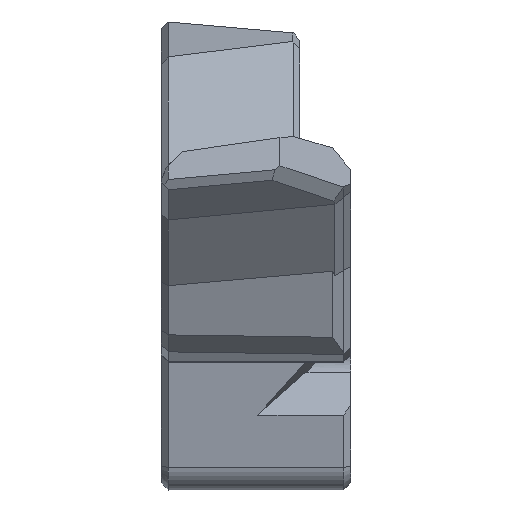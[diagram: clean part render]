
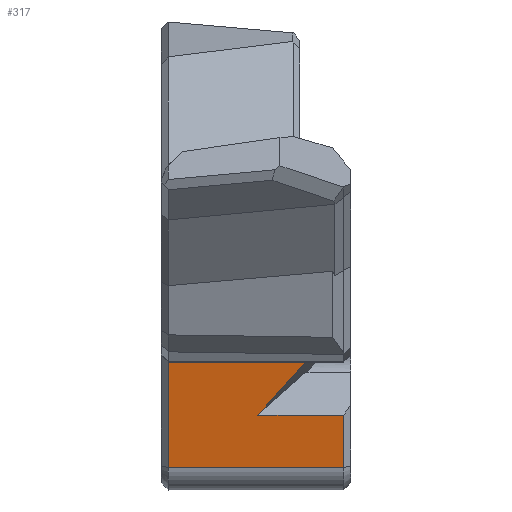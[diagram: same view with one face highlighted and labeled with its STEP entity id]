
A CAD part, left-side view. The second image highlights one B-rep face of the part: STEP entity #317.
In plain terms, the highlighted planar face has unit normal (-0.985, 0, -0.174).
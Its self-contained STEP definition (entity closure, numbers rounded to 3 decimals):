
#111=(
BOUNDED_CURVE()
B_SPLINE_CURVE(2,(#3984,#3985,#3986),.UNSPECIFIED.,.F.,.F.)
B_SPLINE_CURVE_WITH_KNOTS((3,3),(0.,1.),.UNSPECIFIED.)
CURVE()
GEOMETRIC_REPRESENTATION_ITEM()
RATIONAL_B_SPLINE_CURVE((1.01,1.009,1.004))
REPRESENTATION_ITEM('')
);
#317=ADVANCED_FACE('',(#549),#446,.F.);
#446=PLANE('',#2751);
#549=FACE_OUTER_BOUND('',#696,.T.);
#696=EDGE_LOOP('',(#1103,#1104,#1105,#1106,#1107,#1108,#1109,#1110));
#1103=ORIENTED_EDGE('',*,*,#1876,.F.);
#1104=ORIENTED_EDGE('',*,*,#1952,.F.);
#1105=ORIENTED_EDGE('',*,*,#1953,.F.);
#1106=ORIENTED_EDGE('',*,*,#1954,.T.);
#1107=ORIENTED_EDGE('',*,*,#1955,.T.);
#1108=ORIENTED_EDGE('',*,*,#1949,.T.);
#1109=ORIENTED_EDGE('',*,*,#1948,.F.);
#1110=ORIENTED_EDGE('',*,*,#1956,.F.);
#1621=VERTEX_POINT('',#3821);
#1622=VERTEX_POINT('',#3825);
#1665=VERTEX_POINT('',#3963);
#1666=VERTEX_POINT('',#3967);
#1667=VERTEX_POINT('',#3971);
#1669=VERTEX_POINT('',#3979);
#1670=VERTEX_POINT('',#3981);
#1671=VERTEX_POINT('',#3983);
#1876=EDGE_CURVE('',#1621,#1622,#2213,.T.);
#1948=EDGE_CURVE('',#1665,#1666,#2273,.T.);
#1949=EDGE_CURVE('',#1667,#1666,#2274,.T.);
#1952=EDGE_CURVE('',#1669,#1621,#2276,.T.);
#1953=EDGE_CURVE('',#1670,#1669,#2277,.T.);
#1954=EDGE_CURVE('',#1670,#1671,#2278,.T.);
#1955=EDGE_CURVE('',#1671,#1667,#111,.T.);
#1956=EDGE_CURVE('',#1622,#1665,#2279,.T.);
#2213=LINE('',#3826,#2485);
#2273=LINE('',#3968,#2545);
#2274=LINE('',#3970,#2546);
#2276=LINE('',#3978,#2548);
#2277=LINE('',#3980,#2549);
#2278=LINE('',#3982,#2550);
#2279=LINE('',#3987,#2551);
#2485=VECTOR('',#3066,1.);
#2545=VECTOR('',#3202,1.);
#2546=VECTOR('',#3205,1.);
#2548=VECTOR('',#3209,1.);
#2549=VECTOR('',#3210,1.);
#2550=VECTOR('',#3211,1.);
#2551=VECTOR('',#3212,1.);
#2751=AXIS2_PLACEMENT_3D('',#3988,#3213,#3214);
#3066=DIRECTION('',(-0.174,0.,0.985));
#3202=DIRECTION('',(0.174,0.,-0.985));
#3205=DIRECTION('',(0.,-1.,0.));
#3209=DIRECTION('',(0.,1.,0.));
#3210=DIRECTION('',(0.174,0.,-0.985));
#3211=DIRECTION('',(0.,1.,0.));
#3212=DIRECTION('',(0.,-1.,0.));
#3213=DIRECTION('',(0.985,0.,0.174));
#3214=DIRECTION('',(0.174,0.,-0.985));
#3821=CARTESIAN_POINT('',(0.803,14.,106.701));
#3825=CARTESIAN_POINT('',(-0.675,14.,115.056));
#3826=CARTESIAN_POINT('',(-0.414,14.,113.581));
#3963=CARTESIAN_POINT('',(-0.675,4.399,115.056));
#3967=CARTESIAN_POINT('',(-0.517,4.399,114.16));
#3968=CARTESIAN_POINT('',(1.824,4.399,100.935));
#3970=CARTESIAN_POINT('',(-0.517,9.175,114.16));
#3971=CARTESIAN_POINT('',(-0.517,4.954,114.16));
#3978=CARTESIAN_POINT('',(0.803,3.999,106.701));
#3979=CARTESIAN_POINT('',(0.803,4.399,106.701));
#3980=CARTESIAN_POINT('',(1.824,4.399,100.935));
#3981=CARTESIAN_POINT('',(0.296,4.399,109.567));
#3982=CARTESIAN_POINT('',(0.296,9.175,109.567));
#3983=CARTESIAN_POINT('',(0.296,9.1,109.567));
#3984=CARTESIAN_POINT('',(0.296,9.1,109.567));
#3985=CARTESIAN_POINT('',(-0.087,7.179,111.73));
#3986=CARTESIAN_POINT('',(-0.517,4.954,114.16));
#3987=CARTESIAN_POINT('',(-0.675,14.4,115.056));
#3988=CARTESIAN_POINT('',(0.803,14.35,106.701));
